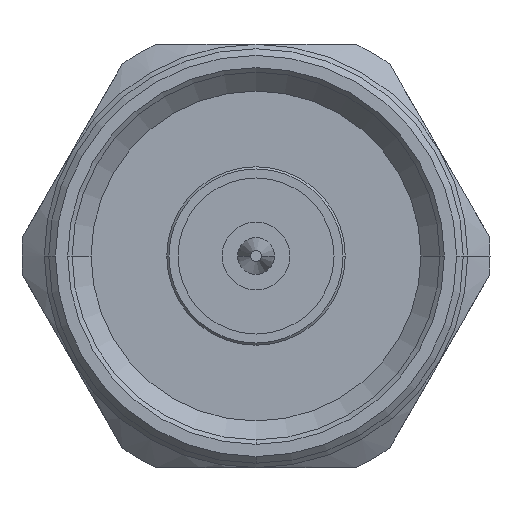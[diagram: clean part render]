
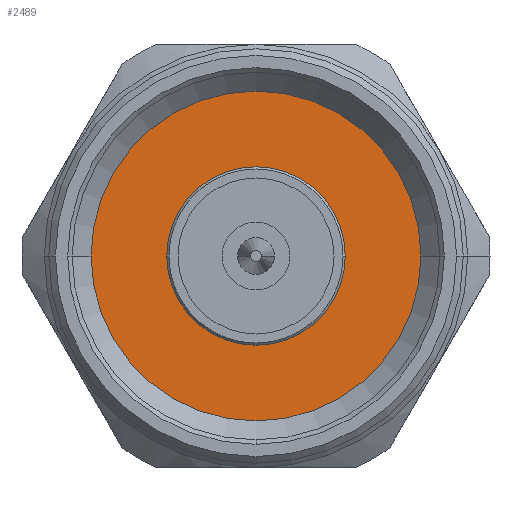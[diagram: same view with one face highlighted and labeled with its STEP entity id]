
A CAD part, left-side view. The second image highlights one B-rep face of the part: STEP entity #2489.
In plain terms, the highlighted planar face has unit normal (-1, 0, 0).
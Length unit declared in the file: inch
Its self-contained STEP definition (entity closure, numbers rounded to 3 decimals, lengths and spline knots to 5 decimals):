
#8 = FACE_OUTER_BOUND ( 'NONE', #1130, .T. ) ;
#11 = CARTESIAN_POINT ( 'NONE',  ( 0.44094, 0.34843, 0. ) ) ;
#399 = ORIENTED_EDGE ( 'NONE', *, *, #815, .F. ) ;
#450 = DIRECTION ( 'NONE',  ( -1., 0., 0. ) ) ;
#505 = CARTESIAN_POINT ( 'NONE',  ( 0.44094, -0.15768, 0. ) ) ;
#535 = ORIENTED_EDGE ( 'NONE', *, *, #2102, .T. ) ;
#633 = DIRECTION ( 'NONE',  ( -1., 0., 0. ) ) ;
#696 = DIRECTION ( 'NONE',  ( 1., 0., 0. ) ) ;
#704 = CARTESIAN_POINT ( 'NONE',  ( 0.44094, 0., 0. ) ) ;
#777 = DIRECTION ( 'NONE',  ( 0., 1., 0. ) ) ;
#815 = EDGE_CURVE ( 'NONE', #2516, #3154, #2165, .T. ) ;
#840 = VERTEX_POINT ( 'NONE', #2103 ) ;
#1023 = CARTESIAN_POINT ( 'NONE',  ( 0.44094, 0., 0. ) ) ;
#1095 = PLANE ( 'NONE',  #4553 ) ;
#1130 = EDGE_LOOP ( 'NONE', ( #1265, #1166 ) ) ;
#1166 = ORIENTED_EDGE ( 'NONE', *, *, #1302, .T. ) ;
#1201 = CIRCLE ( 'NONE', #3902, 0.34843 ) ;
#1265 = ORIENTED_EDGE ( 'NONE', *, *, #2769, .F. ) ;
#1302 = EDGE_CURVE ( 'NONE', #3871, #840, #1201, .T. ) ;
#1429 = DIRECTION ( 'NONE',  ( 0., 0., 1. ) ) ;
#1622 = EDGE_LOOP ( 'NONE', ( #399, #535 ) ) ;
#1649 = AXIS2_PLACEMENT_3D ( 'NONE', #3578, #696, #1747 ) ;
#1747 = DIRECTION ( 'NONE',  ( 0., 1., 0. ) ) ;
#2087 = CIRCLE ( 'NONE', #2988, 0.34843 ) ;
#2102 = EDGE_CURVE ( 'NONE', #2516, #3154, #2473, .T. ) ;
#2103 = CARTESIAN_POINT ( 'NONE',  ( 0.44094, -0.34843, 0. ) ) ;
#2154 = FACE_BOUND ( 'NONE', #1622, .T. ) ;
#2165 = CIRCLE ( 'NONE', #2771, 0.15768 ) ;
#2473 = CIRCLE ( 'NONE', #1649, 0.15768 ) ;
#2489 = ADVANCED_FACE ( 'NONE', ( #2154, #8 ), #1095, .T. ) ;
#2516 = VERTEX_POINT ( 'NONE', #4308 ) ;
#2769 = EDGE_CURVE ( 'NONE', #3871, #840, #2087, .T. ) ;
#2771 = AXIS2_PLACEMENT_3D ( 'NONE', #1023, #633, #3557 ) ;
#2988 = AXIS2_PLACEMENT_3D ( 'NONE', #3379, #3353, #4473 ) ;
#3154 = VERTEX_POINT ( 'NONE', #505 ) ;
#3353 = DIRECTION ( 'NONE',  ( 1., 0., 0. ) ) ;
#3379 = CARTESIAN_POINT ( 'NONE',  ( 0.44094, 0., 0. ) ) ;
#3557 = DIRECTION ( 'NONE',  ( 0., 1., 0. ) ) ;
#3578 = CARTESIAN_POINT ( 'NONE',  ( 0.44094, 0., 0. ) ) ;
#3615 = DIRECTION ( 'NONE',  ( -1., 0., 0. ) ) ;
#3871 = VERTEX_POINT ( 'NONE', #11 ) ;
#3902 = AXIS2_PLACEMENT_3D ( 'NONE', #4046, #450, #777 ) ;
#4046 = CARTESIAN_POINT ( 'NONE',  ( 0.44094, 0., 0. ) ) ;
#4308 = CARTESIAN_POINT ( 'NONE',  ( 0.44094, 0.15768, 0. ) ) ;
#4473 = DIRECTION ( 'NONE',  ( 0., 1., 0. ) ) ;
#4553 = AXIS2_PLACEMENT_3D ( 'NONE', #704, #3615, #1429 ) ;
